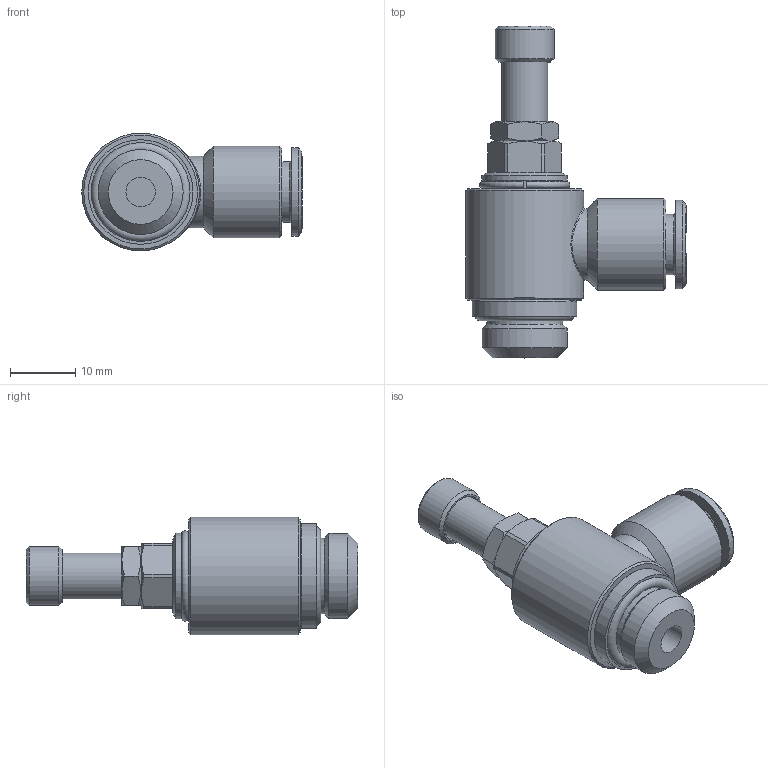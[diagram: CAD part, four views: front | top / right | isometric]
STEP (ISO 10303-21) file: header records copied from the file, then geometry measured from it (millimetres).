
FILE_DESCRIPTION(( 'MV.36.08.14B.stp' ), '1');
FILE_NAME( 'MV.36.08.14B.stp', '2019-06-20T08:37:54',( 'Sopra'),('sopra-pneumatic.com'), 'SwSTEP 2.0','SolidWorks 2009','' );
FILE_SCHEMA( ( 'CONFIG_CONTROL_DESIGN' ) );
Length unit declared in the file: millimetre
Products named in the file (3): 04260B42; NONE; 008-0042-1-solid1
Assembly tree (2 placements, depth 2):
  04260B42
    NONE
    008-0042-1-solid1
Bounding box: 33.7 x 50.75 x 18 mm (x, y, z)
Volume: 8425.2 mm3; surface area: 4260.4 mm2
Topology: 2 solids, 4 shells, 243 faces, 590 edges, 389 vertices
Faces by surface type: plane 129, bspline 70, cylinder 25, cone 17, torus 2
Full cylindrical faces by diameter (mm): 4.5 x1, 7 x1, 8.15 x1, 9 x1, 9.3 x1, 11 x1, 11.6 x1, 11.95 x1, 13 x1, 13.05 x2, 13.5 x1, 14 x1, 16 x1, 18 x1
Entity records: 11209 total; most frequent: CARTESIAN_POINT 6080, ORIENTED_EDGE 1094, DIRECTION 793, EDGE_CURVE 547, VERTEX_POINT 380, EDGE_LOOP 311, LINE 307, VECTOR 307
